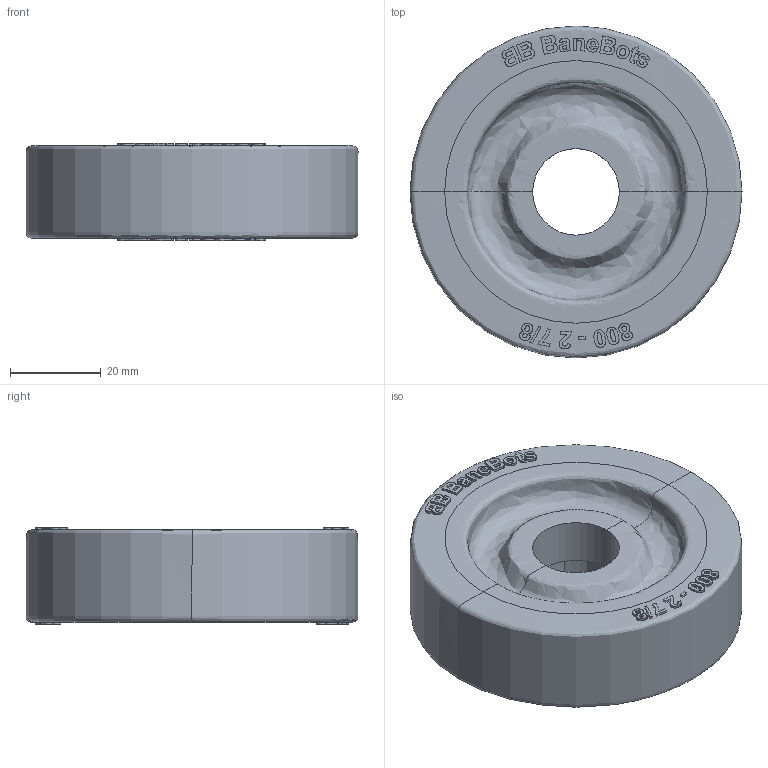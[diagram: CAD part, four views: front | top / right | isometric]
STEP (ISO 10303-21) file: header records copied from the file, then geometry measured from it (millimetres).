
FILE_DESCRIPTION(/* description */ (''),/* implementation_level */ '2;1');
FILE_NAME(/* name */ 'T81P-29 Wheel v4.step',/* time_stamp */ '2024-11-10T13:11:42-05:00',/* author */ (''),/* organization */ (''),/* preprocessor_version */ 'ST-DEVELOPER v20',/* originating_system */ 'Autodesk Translation Framework v13.20.0.188',/* authorisation */ '');
FILE_SCHEMA (('AUTOMOTIVE_DESIGN { 1 0 10303 214 3 1 1 }'));
Length unit declared in the file: inch
Products named in the file (1): T81P-29 Wheel
Bounding box: 73.03 x 73.03 x 21.34 mm (x, y, z)
Volume: 65137.6 mm3; surface area: 25592.5 mm2
Topology: 2 solids, 2 shells, 328 faces, 760 edges, 503 vertices
Faces by surface type: bspline 202, plane 121, cylinder 5
Full cylindrical faces by diameter (mm): 19.05 x1
Entity records: 21924 total; most frequent: CARTESIAN_POINT 15429, ORIENTED_EDGE 1520, DIRECTION 859, EDGE_CURVE 760, VERTEX_POINT 503, EDGE_LOOP 399, LINE 347, VECTOR 347
